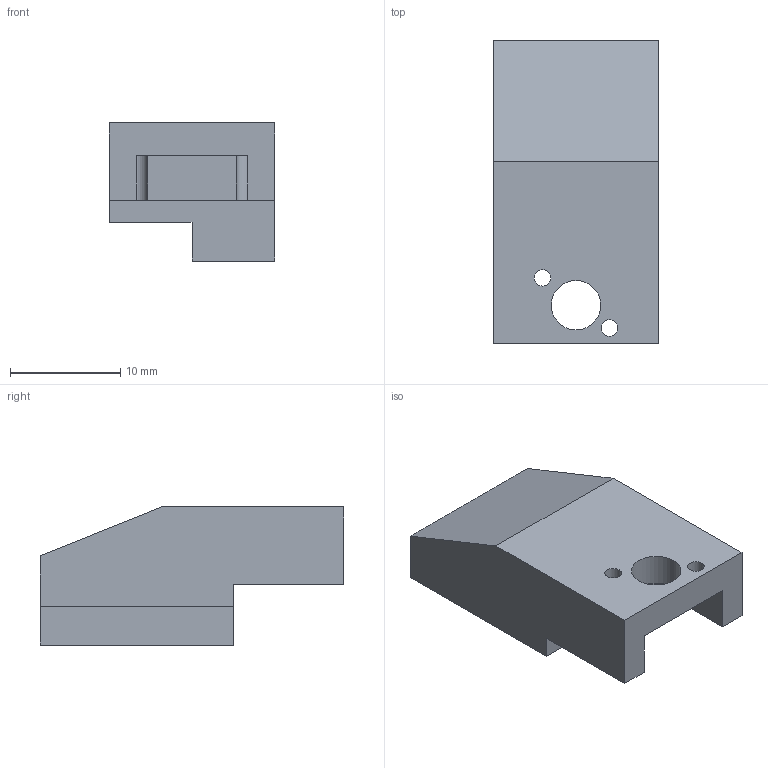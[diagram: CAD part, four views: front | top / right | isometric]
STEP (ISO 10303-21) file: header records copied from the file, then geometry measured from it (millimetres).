
FILE_DESCRIPTION(/* description */ (''),/* implementation_level */ '2;1');
FILE_NAME(/* name */ 'StairR.stp',/* time_stamp */ '2023-02-21T17:02:11-06:00',/* author */ (''),/* organization */ (''),/* preprocessor_version */ 'ST-DEVELOPER v16.7',/* originating_system */ 'SIEMENS PLM Software NX 1934',/* authorisation */ '');
FILE_SCHEMA (('AUTOMOTIVE_DESIGN { 1 0 10303 214 3 1 1 1 }'));
Length unit declared in the file: millimetre
Products named in the file (1): StairL
Bounding box: 15 x 27.5 x 12.5 mm (x, y, z)
Volume: 3130.1 mm3; surface area: 1735.6 mm2
Topology: 1 solids, 1 shells, 20 faces, 54 edges, 36 vertices
Faces by surface type: plane 15, cylinder 5
Full cylindrical faces by diameter (mm): 1.5 x2, 4.476 x1
Entity records: 649 total; most frequent: CARTESIAN_POINT 108, DIRECTION 103, ORIENTED_EDGE 102, EDGE_CURVE 51, LINE 41, VECTOR 41, VERTEX_POINT 36, AXIS2_PLACEMENT_3D 31
